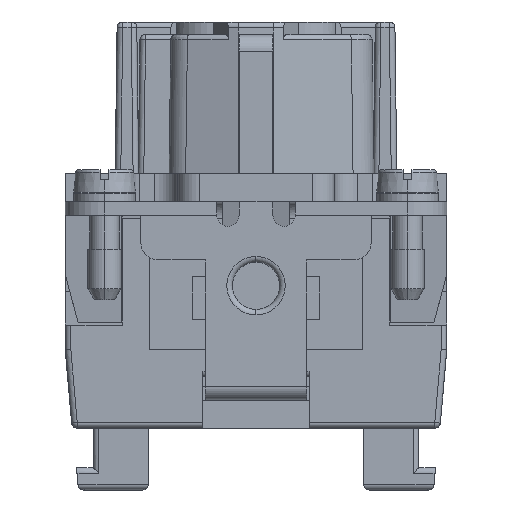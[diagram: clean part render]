
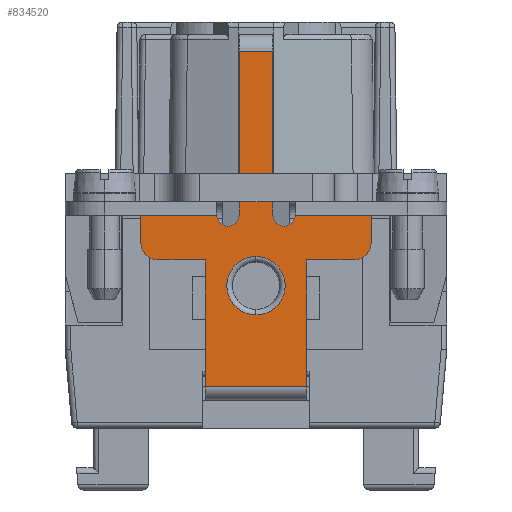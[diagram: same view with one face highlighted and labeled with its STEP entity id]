
A CAD part, left-side view. The second image highlights one B-rep face of the part: STEP entity #834520.
In plain terms, the highlighted planar face has unit normal (-1, 0, 0).
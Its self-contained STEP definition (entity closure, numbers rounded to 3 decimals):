
#88760=CARTESIAN_POINT('',(7.746,44.084,0.));
#88770=DIRECTION('',(0.,0.,1.));
#88780=VECTOR('',#88770,1.);
#88790=LINE('',#88760,#88780);
#88800=CARTESIAN_POINT('',(7.746,44.084,
5.4));
#88810=VERTEX_POINT('',#88800);
#88820=CARTESIAN_POINT('',(7.746,44.084,
11.4));
#88830=VERTEX_POINT('',#88820);
#88840=EDGE_CURVE('',#88810,#88830,#88790,.T.);
#89710=CARTESIAN_POINT('',(7.746,44.084,
0.1));
#89720=VERTEX_POINT('',#89710);
#89750=CARTESIAN_POINT('',(7.746,44.084,0.));
#89760=DIRECTION('',(0.,0.,1.));
#89770=VECTOR('',#89760,1.);
#89780=LINE('',#89750,#89770);
#89790=CARTESIAN_POINT('',(7.746,44.084,
1.6));
#89800=VERTEX_POINT('',#89790);
#89810=EDGE_CURVE('',#89720,#89800,#89780,.T.);
#148980=CARTESIAN_POINT('',(7.746,53.084,
5.4));
#148990=VERTEX_POINT('',#148980);
#149140=CARTESIAN_POINT('',(7.746,53.084,
1.6));
#149150=VERTEX_POINT('',#149140);
#149180=CARTESIAN_POINT('',(7.746,53.084,0.));
#149190=DIRECTION('',(0.,0.,-1.));
#149200=VECTOR('',#149190,1.);
#149210=LINE('',#149180,#149200);
#149220=CARTESIAN_POINT('',(7.746,53.084,
0.1));
#149230=VERTEX_POINT('',#149220);
#149240=EDGE_CURVE('',#149150,#149230,#149210,.T.);
#150200=CARTESIAN_POINT('',(7.746,53.084,
11.4));
#150210=VERTEX_POINT('',#150200);
#150240=CARTESIAN_POINT('',(7.746,53.084,0.));
#150250=DIRECTION('',(0.,0.,-1.));
#150260=VECTOR('',#150250,1.);
#150270=LINE('',#150240,#150260);
#150280=EDGE_CURVE('',#150210,#148990,#150270,.T.);
#822640=CARTESIAN_POINT('',(7.746,38.334,
-3.9));
#822650=VERTEX_POINT('',#822640);
#822680=CARTESIAN_POINT('',(7.746,38.334,
-20.6));
#822690=DIRECTION('',(0.,0.,-1.));
#822700=VECTOR('',#822690,1.);
#822710=LINE('',#822680,#822700);
#822720=CARTESIAN_POINT('',(7.746,38.334,
-1.4));
#822730=VERTEX_POINT('',#822720);
#822740=EDGE_CURVE('',#822730,#822650,#822710,.T.);
#826700=CARTESIAN_POINT('',(7.746,45.084,
-3.9));
#826710=VERTEX_POINT('',#826700);
#826740=CARTESIAN_POINT('',(7.746,92.583,
-3.9));
#826750=DIRECTION('',(0.,1.,0.));
#826760=VECTOR('',#826750,1.);
#826770=LINE('',#826740,#826760);
#826780=EDGE_CURVE('',#822650,#826710,#826770,.T.);
#829430=CARTESIAN_POINT('',(7.746,47.084,
-3.9));
#829440=VERTEX_POINT('',#829430);
#829490=CARTESIAN_POINT('',(7.746,46.084,
-3.9));
#829500=DIRECTION('',(-1.,0.,0.));
#829510=DIRECTION('',(0.,-1.,0.));
#829520=AXIS2_PLACEMENT_3D('',#829490,#829500,#829510);
#829530=CIRCLE('',#829520,1.);
#829540=EDGE_CURVE('',#826710,#829440,#829530,.T.);
#833030=CARTESIAN_POINT('',(7.746,39.834,
-1.4));
#833040=DIRECTION('',(1.,0.,0.));
#833050=DIRECTION('',(0.,1.,0.));
#833060=AXIS2_PLACEMENT_3D('',#833030,#833040,#833050);
#833070=CIRCLE('',#833060,1.5);
#833080=CARTESIAN_POINT('',(7.746,39.834,
0.1));
#833090=VERTEX_POINT('',#833080);
#833100=EDGE_CURVE('',#833090,#822730,#833070,.T.);
#833380=CARTESIAN_POINT('',(7.746,49.577,
7.687));
#833390=DIRECTION('',(-1.,0.,0.));
#833400=DIRECTION('',(0.,-1.,0.));
#833410=AXIS2_PLACEMENT_3D('',#833380,#833390,#833400);
#833420=PLANE('',#833410);
#833430=CARTESIAN_POINT('',(7.746,48.584,
2.4));
#833440=DIRECTION('',(-1.,0.,0.));
#833450=DIRECTION('',(0.,-1.,0.));
#833460=AXIS2_PLACEMENT_3D('',#833430,#833440,#833450);
#833470=CIRCLE('',#833460,2.6);
#833480=CARTESIAN_POINT('',(7.746,48.584,
5.));
#833490=VERTEX_POINT('',#833480);
#833500=CARTESIAN_POINT('',(7.746,48.584,
-0.2));
#833510=VERTEX_POINT('',#833500);
#833520=EDGE_CURVE('',#833490,#833510,#833470,.T.);
#833530=ORIENTED_EDGE('',*,*,#833520,.F.);
#833540=EDGE_CURVE('',#833510,#833490,#833470,.T.);
#833550=ORIENTED_EDGE('',*,*,#833540,.F.);
#833560=EDGE_LOOP('',(#833550,#833530));
#833570=FACE_BOUND('',#833560,.T.);
#833580=ORIENTED_EDGE('',*,*,#150280,.T.);
#833590=CARTESIAN_POINT('',(7.746,92.583,
11.4));
#833600=DIRECTION('',(0.,-1.,0.));
#833610=VECTOR('',#833600,1.);
#833620=LINE('',#833590,#833610);
#833630=EDGE_CURVE('',#150210,#88830,#833620,.T.);
#833640=ORIENTED_EDGE('',*,*,#833630,.F.);
#833650=ORIENTED_EDGE('',*,*,#88840,.T.);
#833660=CARTESIAN_POINT('',(7.746,44.084,0.));
#833670=DIRECTION('',(0.,0.,1.));
#833680=VECTOR('',#833670,1.);
#833690=LINE('',#833660,#833680);
#833700=EDGE_CURVE('',#89800,#88810,#833690,.T.);
#833710=ORIENTED_EDGE('',*,*,#833700,.T.);
#833720=ORIENTED_EDGE('',*,*,#89810,.T.);
#833730=CARTESIAN_POINT('',(7.746,92.583,
0.1));
#833740=DIRECTION('',(0.,-1.,0.));
#833750=VECTOR('',#833740,1.);
#833760=LINE('',#833730,#833750);
#833770=EDGE_CURVE('',#89720,#833090,#833760,.T.);
#833780=ORIENTED_EDGE('',*,*,#833770,.F.);
#833790=ORIENTED_EDGE('',*,*,#833100,.F.);
#833800=ORIENTED_EDGE('',*,*,#822740,.F.);
#833810=ORIENTED_EDGE('',*,*,#826780,.F.);
#833820=ORIENTED_EDGE('',*,*,#829540,.F.);
#833830=CARTESIAN_POINT('',(7.746,47.084,
-20.6));
#833840=DIRECTION('',(0.,0.,-1.));
#833850=VECTOR('',#833840,1.);
#833860=LINE('',#833830,#833850);
#833870=CARTESIAN_POINT('',(7.746,47.084,
-18.5));
#833880=VERTEX_POINT('',#833870);
#833890=EDGE_CURVE('',#829440,#833880,#833860,.T.);
#833900=ORIENTED_EDGE('',*,*,#833890,.F.);
#833910=CARTESIAN_POINT('',(7.746,92.583,
-18.5));
#833920=DIRECTION('',(0.,-1.,0.));
#833930=VECTOR('',#833920,1.);
#833940=LINE('',#833910,#833930);
#833950=CARTESIAN_POINT('',(7.746,50.084,
-18.5));
#833960=VERTEX_POINT('',#833950);
#833970=EDGE_CURVE('',#833960,#833880,#833940,.T.);
#833980=ORIENTED_EDGE('',*,*,#833970,.T.);
#833990=CARTESIAN_POINT('',(7.746,50.084,
-20.6));
#834000=DIRECTION('',(0.,0.,1.));
#834010=VECTOR('',#834000,1.);
#834020=LINE('',#833990,#834010);
#834030=CARTESIAN_POINT('',(7.746,50.084,
-3.9));
#834040=VERTEX_POINT('',#834030);
#834050=EDGE_CURVE('',#833960,#834040,#834020,.T.);
#834060=ORIENTED_EDGE('',*,*,#834050,.F.);
#834070=CARTESIAN_POINT('',(7.746,51.084,
-3.9));
#834080=DIRECTION('',(-1.,0.,0.));
#834090=DIRECTION('',(0.,-1.,0.));
#834100=AXIS2_PLACEMENT_3D('',#834070,#834080,#834090);
#834110=CIRCLE('',#834100,1.);
#834120=CARTESIAN_POINT('',(7.746,52.084,
-3.9));
#834130=VERTEX_POINT('',#834120);
#834140=EDGE_CURVE('',#834040,#834130,#834110,.T.);
#834150=ORIENTED_EDGE('',*,*,#834140,.F.);
#834160=CARTESIAN_POINT('',(7.746,58.834,
-3.9));
#834170=VERTEX_POINT('',#834160);
#834180=EDGE_CURVE('',#834130,#834170,#826770,.T.);
#834190=ORIENTED_EDGE('',*,*,#834180,.F.);
#834200=CARTESIAN_POINT('',(7.746,58.834,
-20.6));
#834210=DIRECTION('',(0.,0.,1.));
#834220=VECTOR('',#834210,1.);
#834230=LINE('',#834200,#834220);
#834240=CARTESIAN_POINT('',(7.746,58.834,
-1.4));
#834250=VERTEX_POINT('',#834240);
#834260=EDGE_CURVE('',#834170,#834250,#834230,.T.);
#834270=ORIENTED_EDGE('',*,*,#834260,.F.);
#834280=CARTESIAN_POINT('',(7.746,57.334,
-1.4));
#834290=DIRECTION('',(1.,0.,0.));
#834300=DIRECTION('',(0.,1.,0.));
#834310=AXIS2_PLACEMENT_3D('',#834280,#834290,#834300);
#834320=CIRCLE('',#834310,1.5);
#834330=CARTESIAN_POINT('',(7.746,57.334,
0.1));
#834340=VERTEX_POINT('',#834330);
#834350=EDGE_CURVE('',#834250,#834340,#834320,.T.);
#834360=ORIENTED_EDGE('',*,*,#834350,.F.);
#834370=CARTESIAN_POINT('',(7.746,92.583,
0.1));
#834380=DIRECTION('',(0.,-1.,0.));
#834390=VECTOR('',#834380,1.);
#834400=LINE('',#834370,#834390);
#834410=EDGE_CURVE('',#834340,#149230,#834400,.T.);
#834420=ORIENTED_EDGE('',*,*,#834410,.F.);
#834430=ORIENTED_EDGE('',*,*,#149240,.T.);
#834440=CARTESIAN_POINT('',(7.746,53.084,0.));
#834450=DIRECTION('',(0.,0.,-1.));
#834460=VECTOR('',#834450,1.);
#834470=LINE('',#834440,#834460);
#834480=EDGE_CURVE('',#148990,#149150,#834470,.T.);
#834490=ORIENTED_EDGE('',*,*,#834480,.T.);
#834500=EDGE_LOOP('',(#834490,#834430,#834420,#834360,#834270,#834190,
#834150,#834060,#833980,#833900,#833820,#833810,#833800,#833790,#833780,
#833720,#833710,#833650,#833640,#833580));
#834510=FACE_OUTER_BOUND('',#834500,.T.);
#834520=ADVANCED_FACE('',(#833570,#834510),#833420,.T.);
